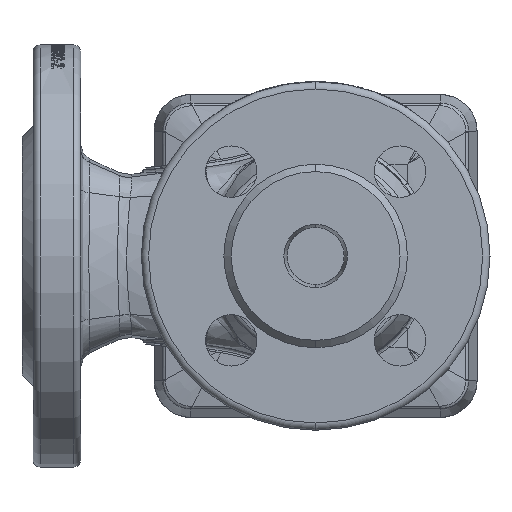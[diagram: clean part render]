
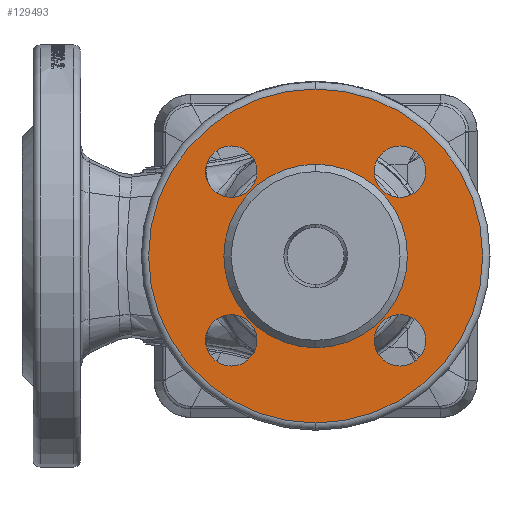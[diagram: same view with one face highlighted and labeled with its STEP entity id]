
A CAD part, front view. The second image highlights one B-rep face of the part: STEP entity #129493.
In plain terms, the highlighted planar face has unit normal (0, -1, 0).
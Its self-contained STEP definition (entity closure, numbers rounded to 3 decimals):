
#3784 = VERTEX_POINT ( 'NONE', #126532 ) ;
#4185 = EDGE_CURVE ( 'NONE', #80929, #143116, #126463, .T. ) ;
#5320 = VERTEX_POINT ( 'NONE', #80246 ) ;
#5854 = DIRECTION ( 'NONE',  ( 0., 0., -1. ) ) ;
#7357 = AXIS2_PLACEMENT_3D ( 'NONE', #51164, #144657, #145175 ) ;
#8460 = EDGE_CURVE ( 'NONE', #74440, #3784, #52579, .T. ) ;
#11140 = DIRECTION ( 'NONE',  ( 0., 1., 0. ) ) ;
#11492 = CARTESIAN_POINT ( 'NONE',  ( 22.981, -88., 15.981 ) ) ;
#12923 = CIRCLE ( 'NONE', #7357, 25. ) ;
#13661 = CIRCLE ( 'NONE', #140614, 7. ) ;
#14592 = ORIENTED_EDGE ( 'NONE', *, *, #114326, .F. ) ;
#15601 = CIRCLE ( 'NONE', #42182, 25. ) ;
#16455 = DIRECTION ( 'NONE',  ( 0., -1., 0. ) ) ;
#17850 = DIRECTION ( 'NONE',  ( 0., -1., 0. ) ) ;
#17875 = FACE_BOUND ( 'NONE', #100329, .T. ) ;
#20463 = DIRECTION ( 'NONE',  ( 0., 0., -1. ) ) ;
#21415 = DIRECTION ( 'NONE',  ( 0., 0., -1. ) ) ;
#23894 = DIRECTION ( 'NONE',  ( 0., 0., -1. ) ) ;
#24804 = VERTEX_POINT ( 'NONE', #119628 ) ;
#24877 = EDGE_CURVE ( 'NONE', #50511, #104119, #68386, .T. ) ;
#25539 = DIRECTION ( 'NONE',  ( 0., 1., 0. ) ) ;
#26868 = AXIS2_PLACEMENT_3D ( 'NONE', #132877, #25539, #83334 ) ;
#28568 = CARTESIAN_POINT ( 'NONE',  ( 22.981, -88., 29.981 ) ) ;
#28857 = CARTESIAN_POINT ( 'NONE',  ( -25., -88., 0. ) ) ;
#28907 = DIRECTION ( 'NONE',  ( 0., -1., 0. ) ) ;
#28910 = FACE_BOUND ( 'NONE', #115181, .T. ) ;
#29375 = DIRECTION ( 'NONE',  ( 0., 0., -1. ) ) ;
#30479 = AXIS2_PLACEMENT_3D ( 'NONE', #113432, #32227, #21415 ) ;
#32227 = DIRECTION ( 'NONE',  ( 0., -1., 0. ) ) ;
#33458 = EDGE_CURVE ( 'NONE', #120231, #137530, #53610, .T. ) ;
#35921 = AXIS2_PLACEMENT_3D ( 'NONE', #141912, #107178, #23894 ) ;
#36386 = CARTESIAN_POINT ( 'NONE',  ( 22.981, -88., -22.981 ) ) ;
#36861 = EDGE_CURVE ( 'NONE', #3784, #74440, #83446, .T. ) ;
#36865 = CARTESIAN_POINT ( 'NONE',  ( -22.981, -88., -29.981 ) ) ;
#37784 = ORIENTED_EDGE ( 'NONE', *, *, #8460, .F. ) ;
#39992 = CIRCLE ( 'NONE', #50774, 7. ) ;
#40618 = PLANE ( 'NONE',  #131665 ) ;
#42182 = AXIS2_PLACEMENT_3D ( 'NONE', #150682, #11140, #79730 ) ;
#48411 = EDGE_CURVE ( 'NONE', #101523, #24804, #150341, .T. ) ;
#48991 = FACE_BOUND ( 'NONE', #74866, .T. ) ;
#50511 = VERTEX_POINT ( 'NONE', #28568 ) ;
#50774 = AXIS2_PLACEMENT_3D ( 'NONE', #36386, #118149, #83465 ) ;
#51164 = CARTESIAN_POINT ( 'NONE',  ( 0., -88., 0. ) ) ;
#51887 = CARTESIAN_POINT ( 'NONE',  ( -22.981, -88., 22.981 ) ) ;
#52555 = EDGE_CURVE ( 'NONE', #5320, #114146, #12923, .T. ) ;
#52579 = CIRCLE ( 'NONE', #138231, 7. ) ;
#53461 = ORIENTED_EDGE ( 'NONE', *, *, #36861, .F. ) ;
#53610 = CIRCLE ( 'NONE', #26868, 45.5 ) ;
#54461 = ORIENTED_EDGE ( 'NONE', *, *, #48411, .F. ) ;
#55263 = EDGE_CURVE ( 'NONE', #143116, #80929, #13661, .T. ) ;
#57502 = AXIS2_PLACEMENT_3D ( 'NONE', #51887, #28907, #5854 ) ;
#60298 = ORIENTED_EDGE ( 'NONE', *, *, #146195, .T. ) ;
#64481 = DIRECTION ( 'NONE',  ( 0., 0., -1. ) ) ;
#64976 = CARTESIAN_POINT ( 'NONE',  ( 22.981, -88., 22.981 ) ) ;
#66217 = DIRECTION ( 'NONE',  ( 0., 0., 1. ) ) ;
#68386 = CIRCLE ( 'NONE', #73643, 7. ) ;
#72241 = CARTESIAN_POINT ( 'NONE',  ( 0., -88., -45.5 ) ) ;
#73643 = AXIS2_PLACEMENT_3D ( 'NONE', #132904, #17850, #122634 ) ;
#74440 = VERTEX_POINT ( 'NONE', #93095 ) ;
#74866 = EDGE_LOOP ( 'NONE', ( #113207, #54461 ) ) ;
#76434 = ORIENTED_EDGE ( 'NONE', *, *, #126593, .F. ) ;
#77550 = DIRECTION ( 'NONE',  ( 0., 1., 0. ) ) ;
#79730 = DIRECTION ( 'NONE',  ( 0., 0., 1. ) ) ;
#80246 = CARTESIAN_POINT ( 'NONE',  ( 0., -88., 25. ) ) ;
#80502 = ORIENTED_EDGE ( 'NONE', *, *, #24877, .F. ) ;
#80929 = VERTEX_POINT ( 'NONE', #36865 ) ;
#82407 = EDGE_LOOP ( 'NONE', ( #129988, #60298 ) ) ;
#83334 = DIRECTION ( 'NONE',  ( 0., 0., 1. ) ) ;
#83446 = CIRCLE ( 'NONE', #57502, 7. ) ;
#83465 = DIRECTION ( 'NONE',  ( 0., 0., -1. ) ) ;
#83764 = CARTESIAN_POINT ( 'NONE',  ( 0., -88., 45.5 ) ) ;
#85957 = ORIENTED_EDGE ( 'NONE', *, *, #33458, .F. ) ;
#93095 = CARTESIAN_POINT ( 'NONE',  ( -22.981, -88., 15.981 ) ) ;
#96903 = ORIENTED_EDGE ( 'NONE', *, *, #55263, .F. ) ;
#100329 = EDGE_LOOP ( 'NONE', ( #106182, #96903 ) ) ;
#101523 = VERTEX_POINT ( 'NONE', #141217 ) ;
#104119 = VERTEX_POINT ( 'NONE', #11492 ) ;
#106182 = ORIENTED_EDGE ( 'NONE', *, *, #4185, .F. ) ;
#107178 = DIRECTION ( 'NONE',  ( 0., -1., 0. ) ) ;
#113207 = ORIENTED_EDGE ( 'NONE', *, *, #124879, .F. ) ;
#113432 = CARTESIAN_POINT ( 'NONE',  ( 22.981, -88., -22.981 ) ) ;
#114146 = VERTEX_POINT ( 'NONE', #135687 ) ;
#114326 = EDGE_CURVE ( 'NONE', #104119, #50511, #143203, .T. ) ;
#115181 = EDGE_LOOP ( 'NONE', ( #14592, #80502 ) ) ;
#116091 = CIRCLE ( 'NONE', #116628, 45.5 ) ;
#116566 = FACE_OUTER_BOUND ( 'NONE', #116855, .T. ) ;
#116628 = AXIS2_PLACEMENT_3D ( 'NONE', #124508, #77550, #66217 ) ;
#116855 = EDGE_LOOP ( 'NONE', ( #85957, #76434 ) ) ;
#118149 = DIRECTION ( 'NONE',  ( 0., -1., 0. ) ) ;
#119541 = CARTESIAN_POINT ( 'NONE',  ( -22.981, -88., -15.981 ) ) ;
#119628 = CARTESIAN_POINT ( 'NONE',  ( 22.981, -88., -29.981 ) ) ;
#120231 = VERTEX_POINT ( 'NONE', #83764 ) ;
#121995 = AXIS2_PLACEMENT_3D ( 'NONE', #64976, #16455, #64481 ) ;
#122354 = DIRECTION ( 'NONE',  ( 0., -1., 0. ) ) ;
#122634 = DIRECTION ( 'NONE',  ( 0., 0., -1. ) ) ;
#124508 = CARTESIAN_POINT ( 'NONE',  ( 0., -88., 0. ) ) ;
#124879 = EDGE_CURVE ( 'NONE', #24804, #101523, #39992, .T. ) ;
#126463 = CIRCLE ( 'NONE', #35921, 7. ) ;
#126532 = CARTESIAN_POINT ( 'NONE',  ( -22.981, -88., 29.981 ) ) ;
#126593 = EDGE_CURVE ( 'NONE', #137530, #120231, #116091, .T. ) ;
#129493 = ADVANCED_FACE ( 'NONE', ( #48991, #17875, #28910, #142253, #151342, #116566 ), #40618, .T. ) ;
#129988 = ORIENTED_EDGE ( 'NONE', *, *, #52555, .T. ) ;
#131175 = EDGE_LOOP ( 'NONE', ( #37784, #53461 ) ) ;
#131665 = AXIS2_PLACEMENT_3D ( 'NONE', #28857, #122354, #29375 ) ;
#131666 = CARTESIAN_POINT ( 'NONE',  ( -22.981, -88., -22.981 ) ) ;
#132877 = CARTESIAN_POINT ( 'NONE',  ( 0., -88., 0. ) ) ;
#132904 = CARTESIAN_POINT ( 'NONE',  ( 22.981, -88., 22.981 ) ) ;
#135687 = CARTESIAN_POINT ( 'NONE',  ( 0., -88., -25. ) ) ;
#135975 = DIRECTION ( 'NONE',  ( 0., -1., 0. ) ) ;
#137001 = CARTESIAN_POINT ( 'NONE',  ( -22.981, -88., 22.981 ) ) ;
#137530 = VERTEX_POINT ( 'NONE', #72241 ) ;
#138231 = AXIS2_PLACEMENT_3D ( 'NONE', #137001, #135975, #20463 ) ;
#140614 = AXIS2_PLACEMENT_3D ( 'NONE', #131666, #144379, #143385 ) ;
#141217 = CARTESIAN_POINT ( 'NONE',  ( 22.981, -88., -15.981 ) ) ;
#141912 = CARTESIAN_POINT ( 'NONE',  ( -22.981, -88., -22.981 ) ) ;
#142253 = FACE_BOUND ( 'NONE', #131175, .T. ) ;
#143116 = VERTEX_POINT ( 'NONE', #119541 ) ;
#143203 = CIRCLE ( 'NONE', #121995, 7. ) ;
#143385 = DIRECTION ( 'NONE',  ( 0., 0., -1. ) ) ;
#144379 = DIRECTION ( 'NONE',  ( 0., -1., 0. ) ) ;
#144657 = DIRECTION ( 'NONE',  ( 0., 1., 0. ) ) ;
#145175 = DIRECTION ( 'NONE',  ( 0., 0., 1. ) ) ;
#146195 = EDGE_CURVE ( 'NONE', #114146, #5320, #15601, .T. ) ;
#150341 = CIRCLE ( 'NONE', #30479, 7. ) ;
#150682 = CARTESIAN_POINT ( 'NONE',  ( 0., -88., 0. ) ) ;
#151342 = FACE_BOUND ( 'NONE', #82407, .T. ) ;
